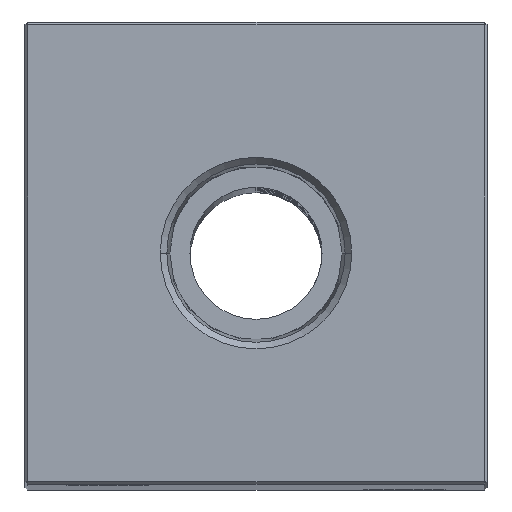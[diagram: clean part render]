
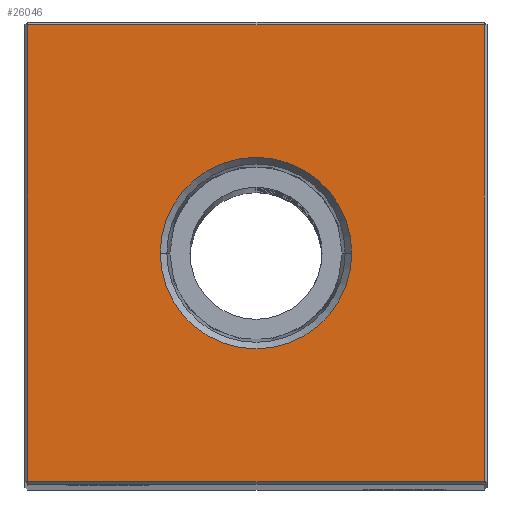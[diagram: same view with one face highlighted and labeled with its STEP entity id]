
A CAD part, top view. The second image highlights one B-rep face of the part: STEP entity #26046.
In plain terms, the highlighted planar face has unit normal (0, 0, 1).
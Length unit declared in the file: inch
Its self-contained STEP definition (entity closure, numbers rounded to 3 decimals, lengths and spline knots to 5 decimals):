
#345 = CIRCLE ( 'NONE', #15647, 0.3626 ) ;
#493 = PLANE ( 'NONE',  #23550 ) ;
#510 = EDGE_LOOP ( 'NONE', ( #27108, #16660, #25145, #18846 ) ) ;
#2134 = DIRECTION ( 'NONE',  ( 0., 0., 1. ) ) ;
#2861 = CARTESIAN_POINT ( 'NONE',  ( 0., 0.865, 12.5 ) ) ;
#2896 = CARTESIAN_POINT ( 'NONE',  ( -0.865, 0.865, 12.5 ) ) ;
#3104 = VERTEX_POINT ( 'NONE', #2896 ) ;
#4340 = CARTESIAN_POINT ( 'NONE',  ( -0.865, -0.865, 12.5 ) ) ;
#5058 = LINE ( 'NONE', #7107, #26523 ) ;
#5293 = DIRECTION ( 'NONE',  ( 0., 1., 0. ) ) ;
#6778 = DIRECTION ( 'NONE',  ( -1., 0., 0. ) ) ;
#6848 = DIRECTION ( 'NONE',  ( 1., 0., 0. ) ) ;
#6988 = EDGE_LOOP ( 'NONE', ( #27010, #27151 ) ) ;
#7107 = CARTESIAN_POINT ( 'NONE',  ( 0., -0.865, 12.5 ) ) ;
#7357 = LINE ( 'NONE', #15728, #26983 ) ;
#8805 = EDGE_CURVE ( 'NONE', #24746, #21232, #9731, .T. ) ;
#8816 = DIRECTION ( 'NONE',  ( 1., 0., 0. ) ) ;
#8823 = CARTESIAN_POINT ( 'NONE',  ( 0., 0., 12.5 ) ) ;
#9731 = CIRCLE ( 'NONE', #13247, 0.3626 ) ;
#10475 = CARTESIAN_POINT ( 'NONE',  ( 0., 0., 12.5 ) ) ;
#10711 = CARTESIAN_POINT ( 'NONE',  ( 0., 0., 12.5 ) ) ;
#10887 = FACE_OUTER_BOUND ( 'NONE', #510, .T. ) ;
#11036 = VERTEX_POINT ( 'NONE', #14254 ) ;
#12401 = VECTOR ( 'NONE', #20071, 39.37008 ) ;
#12601 = EDGE_CURVE ( 'NONE', #14520, #3104, #24115, .T. ) ;
#13247 = AXIS2_PLACEMENT_3D ( 'NONE', #10475, #2134, #8816 ) ;
#14254 = CARTESIAN_POINT ( 'NONE',  ( 0.865, -0.865, 12.5 ) ) ;
#14512 = EDGE_CURVE ( 'NONE', #3104, #22289, #19666, .T. ) ;
#14520 = VERTEX_POINT ( 'NONE', #22259 ) ;
#15647 = AXIS2_PLACEMENT_3D ( 'NONE', #10711, #24865, #16623 ) ;
#15728 = CARTESIAN_POINT ( 'NONE',  ( 0.865, 0., 12.5 ) ) ;
#16337 = CARTESIAN_POINT ( 'NONE',  ( 0.3626, 0., 12.5 ) ) ;
#16623 = DIRECTION ( 'NONE',  ( 1., 0., 0. ) ) ;
#16660 = ORIENTED_EDGE ( 'NONE', *, *, #17993, .T. ) ;
#17210 = DIRECTION ( 'NONE',  ( 0., 0., -1. ) ) ;
#17668 = DIRECTION ( 'NONE',  ( -1., 0., 0. ) ) ;
#17993 = EDGE_CURVE ( 'NONE', #22289, #11036, #5058, .T. ) ;
#18846 = ORIENTED_EDGE ( 'NONE', *, *, #12601, .T. ) ;
#19281 = FACE_BOUND ( 'NONE', #6988, .T. ) ;
#19666 = LINE ( 'NONE', #24051, #12401 ) ;
#20071 = DIRECTION ( 'NONE',  ( 0., -1., 0. ) ) ;
#21232 = VERTEX_POINT ( 'NONE', #16337 ) ;
#22184 = EDGE_CURVE ( 'NONE', #11036, #14520, #7357, .T. ) ;
#22259 = CARTESIAN_POINT ( 'NONE',  ( 0.865, 0.865, 12.5 ) ) ;
#22289 = VERTEX_POINT ( 'NONE', #4340 ) ;
#23126 = VECTOR ( 'NONE', #17668, 39.37008 ) ;
#23550 = AXIS2_PLACEMENT_3D ( 'NONE', #8823, #17210, #6778 ) ;
#24051 = CARTESIAN_POINT ( 'NONE',  ( -0.865, 0., 12.5 ) ) ;
#24115 = LINE ( 'NONE', #2861, #23126 ) ;
#24746 = VERTEX_POINT ( 'NONE', #26012 ) ;
#24865 = DIRECTION ( 'NONE',  ( 0., 0., 1. ) ) ;
#25145 = ORIENTED_EDGE ( 'NONE', *, *, #22184, .T. ) ;
#25291 = EDGE_CURVE ( 'NONE', #21232, #24746, #345, .T. ) ;
#26012 = CARTESIAN_POINT ( 'NONE',  ( -0.3626, 0., 12.5 ) ) ;
#26046 = ADVANCED_FACE ( 'NONE', ( #10887, #19281 ), #493, .F. ) ;
#26523 = VECTOR ( 'NONE', #6848, 39.37008 ) ;
#26983 = VECTOR ( 'NONE', #5293, 39.37008 ) ;
#27010 = ORIENTED_EDGE ( 'NONE', *, *, #25291, .F. ) ;
#27108 = ORIENTED_EDGE ( 'NONE', *, *, #14512, .T. ) ;
#27151 = ORIENTED_EDGE ( 'NONE', *, *, #8805, .F. ) ;
